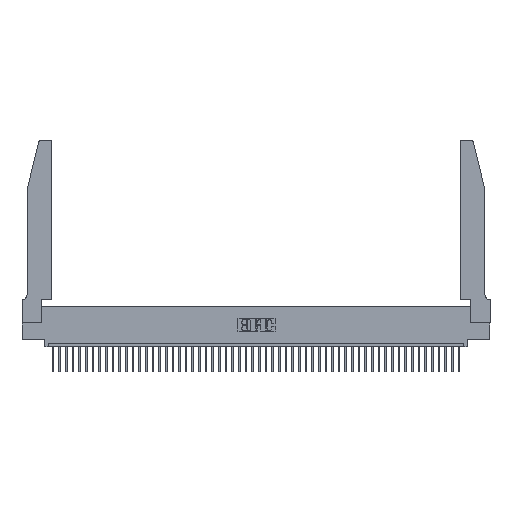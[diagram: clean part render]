
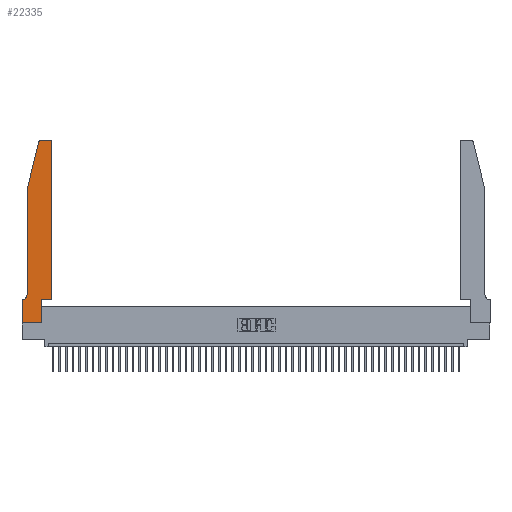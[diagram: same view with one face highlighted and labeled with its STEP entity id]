
A CAD part, top view. The second image highlights one B-rep face of the part: STEP entity #22335.
In plain terms, the highlighted planar face has unit normal (0, 0, 1).
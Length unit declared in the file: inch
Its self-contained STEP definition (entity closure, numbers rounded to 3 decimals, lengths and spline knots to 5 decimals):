
#747 = DIRECTION ( 'NONE',  ( -1., 0., 0. ) ) ;
#1041 = DIRECTION ( 'NONE',  ( 1., 0., 0. ) ) ;
#1410 = ORIENTED_EDGE ( 'NONE', *, *, #14264, .T. ) ;
#2040 = DIRECTION ( 'NONE',  ( -1., 0., 0. ) ) ;
#2338 = EDGE_CURVE ( 'NONE', #6014, #6761, #39905, .T. ) ;
#3162 = AXIS2_PLACEMENT_3D ( 'NONE', #25832, #14776, #2040 ) ;
#3663 = VERTEX_POINT ( 'NONE', #46863 ) ;
#3701 = VECTOR ( 'NONE', #24155, 39.37008 ) ;
#4006 = CARTESIAN_POINT ( 'NONE',  ( 0.0755, 0.35, 0.37 ) ) ;
#5125 = CARTESIAN_POINT ( 'NONE',  ( 0.4205, 2.72, 0.37 ) ) ;
#5228 = EDGE_CURVE ( 'NONE', #37225, #37957, #39002, .T. ) ;
#5294 = DIRECTION ( 'NONE',  ( 0., 0., 1. ) ) ;
#5327 = EDGE_LOOP ( 'NONE', ( #48014, #40689, #29521, #36315, #44206, #11264, #37026, #33062, #47071, #25539, #38632, #1410 ) ) ;
#5691 = CARTESIAN_POINT ( 'NONE',  ( 0., 0.35, 0.37 ) ) ;
#5842 = PLANE ( 'NONE',  #36943 ) ;
#6014 = VERTEX_POINT ( 'NONE', #29385 ) ;
#6557 = CARTESIAN_POINT ( 'NONE',  ( 0.0755, 2., 0.37 ) ) ;
#6761 = VERTEX_POINT ( 'NONE', #47208 ) ;
#7600 = EDGE_CURVE ( 'NONE', #6761, #24414, #18570, .T. ) ;
#7948 = VERTEX_POINT ( 'NONE', #33318 ) ;
#8004 = VERTEX_POINT ( 'NONE', #18673 ) ;
#9981 = EDGE_CURVE ( 'NONE', #41072, #7948, #10764, .T. ) ;
#10178 = LINE ( 'NONE', #20563, #48571 ) ;
#10764 = LINE ( 'NONE', #27965, #3701 ) ;
#10841 = VECTOR ( 'NONE', #747, 39.37008 ) ;
#11264 = ORIENTED_EDGE ( 'NONE', *, *, #7600, .T. ) ;
#12091 = CARTESIAN_POINT ( 'NONE',  ( 0., 0., 0.37 ) ) ;
#13131 = EDGE_CURVE ( 'NONE', #7948, #3663, #42612, .T. ) ;
#13233 = DIRECTION ( 'NONE',  ( 0., -1., 0. ) ) ;
#14082 = CARTESIAN_POINT ( 'NONE',  ( 0.4505, 0.35, 0.37 ) ) ;
#14264 = EDGE_CURVE ( 'NONE', #41862, #8004, #31750, .T. ) ;
#14776 = DIRECTION ( 'NONE',  ( 0., 0., -1. ) ) ;
#15387 = CARTESIAN_POINT ( 'NONE',  ( 0.25487, 2.72718, 0.37 ) ) ;
#15398 = VERTEX_POINT ( 'NONE', #25721 ) ;
#15679 = VERTEX_POINT ( 'NONE', #44982 ) ;
#15926 = CARTESIAN_POINT ( 'NONE',  ( 0.2605, 2.75, 0.37 ) ) ;
#16187 = VECTOR ( 'NONE', #32936, 39.37008 ) ;
#16879 = DIRECTION ( 'NONE',  ( 0., 0., 1. ) ) ;
#17096 = LINE ( 'NONE', #29447, #28324 ) ;
#18570 = LINE ( 'NONE', #4006, #16187 ) ;
#18673 = CARTESIAN_POINT ( 'NONE',  ( 0.4205, 2.75, 0.37 ) ) ;
#20008 = DIRECTION ( 'NONE',  ( 1., 0., 0. ) ) ;
#20208 = CARTESIAN_POINT ( 'NONE',  ( 0.4505, 2.72, 0.37 ) ) ;
#20563 = CARTESIAN_POINT ( 'NONE',  ( 0., 0., 0.37 ) ) ;
#21807 = DIRECTION ( 'NONE',  ( 0., -1., 0. ) ) ;
#22335 = ADVANCED_FACE ( 'NONE', ( #47501 ), #5842, .T. ) ;
#22343 = VECTOR ( 'NONE', #29406, 39.37008 ) ;
#23441 = EDGE_CURVE ( 'NONE', #15679, #37225, #47015, .T. ) ;
#24155 = DIRECTION ( 'NONE',  ( 0., 1., 0. ) ) ;
#24414 = VERTEX_POINT ( 'NONE', #43640 ) ;
#24618 = EDGE_CURVE ( 'NONE', #8004, #15679, #36211, .T. ) ;
#24875 = DIRECTION ( 'NONE',  ( 1., 0., 0. ) ) ;
#25539 = ORIENTED_EDGE ( 'NONE', *, *, #13131, .T. ) ;
#25721 = CARTESIAN_POINT ( 'NONE',  ( 0., 0., 0.37 ) ) ;
#25755 = DIRECTION ( 'NONE',  ( 1., 0., 0. ) ) ;
#25832 = CARTESIAN_POINT ( 'NONE',  ( 0.0055, 0.42, 0.37 ) ) ;
#27965 = CARTESIAN_POINT ( 'NONE',  ( 0.2865, 0.35, 0.37 ) ) ;
#28324 = VECTOR ( 'NONE', #21807, 39.37008 ) ;
#29214 = EDGE_CURVE ( 'NONE', #3663, #41862, #29642, .T. ) ;
#29385 = CARTESIAN_POINT ( 'NONE',  ( 0.0755, 0.42, 0.37 ) ) ;
#29406 = DIRECTION ( 'NONE',  ( -0.239, -0.971, 0. ) ) ;
#29447 = CARTESIAN_POINT ( 'NONE',  ( 0.0755, 2., 0.37 ) ) ;
#29521 = ORIENTED_EDGE ( 'NONE', *, *, #5228, .T. ) ;
#29574 = EDGE_CURVE ( 'NONE', #24414, #15398, #10178, .T. ) ;
#29642 = LINE ( 'NONE', #48876, #30797 ) ;
#30797 = VECTOR ( 'NONE', #33953, 39.37008 ) ;
#31497 = AXIS2_PLACEMENT_3D ( 'NONE', #39641, #16879, #35409 ) ;
#31750 = CIRCLE ( 'NONE', #34754, 0.03 ) ;
#32936 = DIRECTION ( 'NONE',  ( -1., 0., 0. ) ) ;
#33062 = ORIENTED_EDGE ( 'NONE', *, *, #37278, .T. ) ;
#33318 = CARTESIAN_POINT ( 'NONE',  ( 0.2865, 0.35, 0.37 ) ) ;
#33953 = DIRECTION ( 'NONE',  ( 0., 1., 0. ) ) ;
#34754 = AXIS2_PLACEMENT_3D ( 'NONE', #5125, #5294, #20008 ) ;
#35409 = DIRECTION ( 'NONE',  ( 1., 0., 0. ) ) ;
#36211 = LINE ( 'NONE', #15926, #10841 ) ;
#36315 = ORIENTED_EDGE ( 'NONE', *, *, #44509, .T. ) ;
#36943 = AXIS2_PLACEMENT_3D ( 'NONE', #5691, #47130, #24875 ) ;
#37026 = ORIENTED_EDGE ( 'NONE', *, *, #29574, .T. ) ;
#37225 = VERTEX_POINT ( 'NONE', #15387 ) ;
#37278 = EDGE_CURVE ( 'NONE', #15398, #41072, #45759, .T. ) ;
#37957 = VERTEX_POINT ( 'NONE', #42295 ) ;
#38632 = ORIENTED_EDGE ( 'NONE', *, *, #29214, .T. ) ;
#39002 = LINE ( 'NONE', #6557, #22343 ) ;
#39298 = VECTOR ( 'NONE', #1041, 39.37008 ) ;
#39641 = CARTESIAN_POINT ( 'NONE',  ( 0.284, 2.72, 0.37 ) ) ;
#39905 = CIRCLE ( 'NONE', #3162, 0.07 ) ;
#40689 = ORIENTED_EDGE ( 'NONE', *, *, #23441, .T. ) ;
#41072 = VERTEX_POINT ( 'NONE', #43025 ) ;
#41862 = VERTEX_POINT ( 'NONE', #20208 ) ;
#42295 = CARTESIAN_POINT ( 'NONE',  ( 0.0755, 2., 0.37 ) ) ;
#42612 = LINE ( 'NONE', #14082, #47932 ) ;
#43025 = CARTESIAN_POINT ( 'NONE',  ( 0.2865, 0., 0.37 ) ) ;
#43640 = CARTESIAN_POINT ( 'NONE',  ( 0., 0.35, 0.37 ) ) ;
#44206 = ORIENTED_EDGE ( 'NONE', *, *, #2338, .T. ) ;
#44509 = EDGE_CURVE ( 'NONE', #37957, #6014, #17096, .T. ) ;
#44982 = CARTESIAN_POINT ( 'NONE',  ( 0.284, 2.75, 0.37 ) ) ;
#45759 = LINE ( 'NONE', #12091, #39298 ) ;
#46863 = CARTESIAN_POINT ( 'NONE',  ( 0.4505, 0.35, 0.37 ) ) ;
#47015 = CIRCLE ( 'NONE', #31497, 0.03 ) ;
#47071 = ORIENTED_EDGE ( 'NONE', *, *, #9981, .T. ) ;
#47130 = DIRECTION ( 'NONE',  ( 0., 0., 1. ) ) ;
#47208 = CARTESIAN_POINT ( 'NONE',  ( 0.0055, 0.35, 0.37 ) ) ;
#47501 = FACE_OUTER_BOUND ( 'NONE', #5327, .T. ) ;
#47932 = VECTOR ( 'NONE', #25755, 39.37008 ) ;
#48014 = ORIENTED_EDGE ( 'NONE', *, *, #24618, .T. ) ;
#48571 = VECTOR ( 'NONE', #13233, 39.37008 ) ;
#48876 = CARTESIAN_POINT ( 'NONE',  ( 0.4505, 0.35, 0.37 ) ) ;
